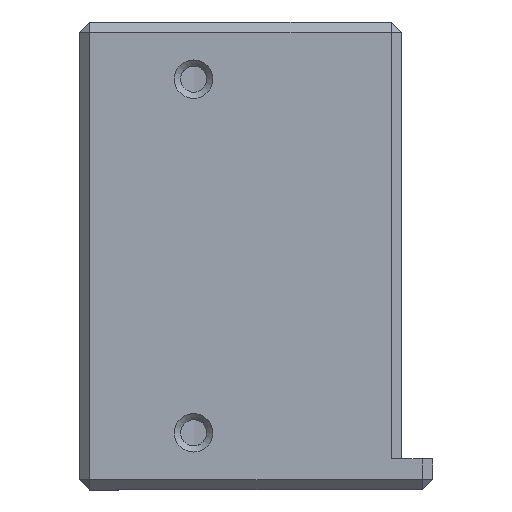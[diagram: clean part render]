
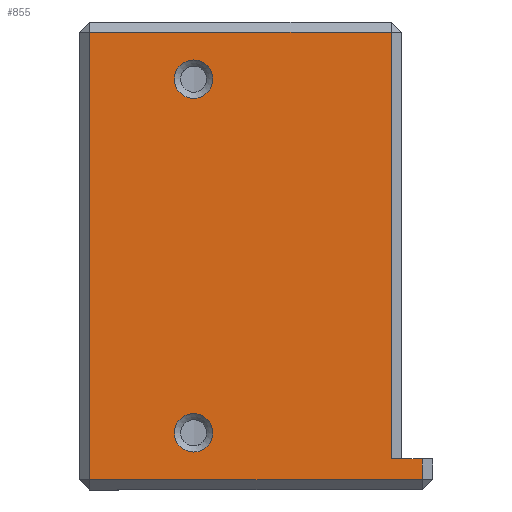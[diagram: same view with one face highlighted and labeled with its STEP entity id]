
A CAD part, left-side view. The second image highlights one B-rep face of the part: STEP entity #855.
In plain terms, the highlighted planar face has unit normal (-1, 0, 0).
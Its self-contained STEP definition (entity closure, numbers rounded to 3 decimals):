
#235 = VERTEX_POINT('',#236);
#236 = CARTESIAN_POINT('',(-45.,-19.,44.));
#244 = VERTEX_POINT('',#245);
#245 = CARTESIAN_POINT('',(-45.,10.,44.));
#251 = EDGE_CURVE('',#235,#244,#252,.T.);
#252 = LINE('',#253,#254);
#253 = CARTESIAN_POINT('',(-45.,-20.,44.));
#254 = VECTOR('',#255,1.);
#255 = DIRECTION('',(0.,1.,0.));
#855 = ADVANCED_FACE('',(#856,#867,#916),#927,.T.);
#856 = FACE_BOUND('',#857,.T.);
#857 = EDGE_LOOP('',(#858));
#858 = ORIENTED_EDGE('',*,*,#859,.F.);
#859 = EDGE_CURVE('',#860,#860,#862,.T.);
#860 = VERTEX_POINT('',#861);
#861 = CARTESIAN_POINT('',(-45.,-1.85,39.5));
#862 = CIRCLE('',#863,1.85);
#863 = AXIS2_PLACEMENT_3D('',#864,#865,#866);
#864 = CARTESIAN_POINT('',(-45.,0.,39.5));
#865 = DIRECTION('',(-1.,0.,0.));
#866 = DIRECTION('',(0.,-1.,0.));
#867 = FACE_BOUND('',#868,.T.);
#868 = EDGE_LOOP('',(#869,#879,#887,#893,#894,#902,#910));
#869 = ORIENTED_EDGE('',*,*,#870,.T.);
#870 = EDGE_CURVE('',#871,#873,#875,.T.);
#871 = VERTEX_POINT('',#872);
#872 = CARTESIAN_POINT('',(-45.,-22.,3.));
#873 = VERTEX_POINT('',#874);
#874 = CARTESIAN_POINT('',(-45.,-20.,3.));
#875 = LINE('',#876,#877);
#876 = CARTESIAN_POINT('',(-45.,-23.,3.));
#877 = VECTOR('',#878,1.);
#878 = DIRECTION('',(0.,1.,0.));
#879 = ORIENTED_EDGE('',*,*,#880,.T.);
#880 = EDGE_CURVE('',#873,#881,#883,.T.);
#881 = VERTEX_POINT('',#882);
#882 = CARTESIAN_POINT('',(-45.,-19.,3.));
#883 = LINE('',#884,#885);
#884 = CARTESIAN_POINT('',(-45.,-14.101,3.));
#885 = VECTOR('',#886,1.);
#886 = DIRECTION('',(0.,1.,0.));
#887 = ORIENTED_EDGE('',*,*,#888,.T.);
#888 = EDGE_CURVE('',#881,#235,#889,.T.);
#889 = LINE('',#890,#891);
#890 = CARTESIAN_POINT('',(-45.,-19.,3.));
#891 = VECTOR('',#892,1.);
#892 = DIRECTION('',(0.,0.,1.));
#893 = ORIENTED_EDGE('',*,*,#251,.T.);
#894 = ORIENTED_EDGE('',*,*,#895,.T.);
#895 = EDGE_CURVE('',#244,#896,#898,.T.);
#896 = VERTEX_POINT('',#897);
#897 = CARTESIAN_POINT('',(-45.,10.,1.));
#898 = LINE('',#899,#900);
#899 = CARTESIAN_POINT('',(-45.,10.,45.));
#900 = VECTOR('',#901,1.);
#901 = DIRECTION('',(-0.,0.,-1.));
#902 = ORIENTED_EDGE('',*,*,#903,.T.);
#903 = EDGE_CURVE('',#896,#904,#906,.T.);
#904 = VERTEX_POINT('',#905);
#905 = CARTESIAN_POINT('',(-45.,-22.,1.));
#906 = LINE('',#907,#908);
#907 = CARTESIAN_POINT('',(-45.,11.,1.));
#908 = VECTOR('',#909,1.);
#909 = DIRECTION('',(0.,-1.,-0.));
#910 = ORIENTED_EDGE('',*,*,#911,.T.);
#911 = EDGE_CURVE('',#904,#871,#912,.T.);
#912 = LINE('',#913,#914);
#913 = CARTESIAN_POINT('',(-45.,-22.,0.));
#914 = VECTOR('',#915,1.);
#915 = DIRECTION('',(0.,0.,1.));
#916 = FACE_BOUND('',#917,.T.);
#917 = EDGE_LOOP('',(#918));
#918 = ORIENTED_EDGE('',*,*,#919,.F.);
#919 = EDGE_CURVE('',#920,#920,#922,.T.);
#920 = VERTEX_POINT('',#921);
#921 = CARTESIAN_POINT('',(-45.,-1.85,5.5));
#922 = CIRCLE('',#923,1.85);
#923 = AXIS2_PLACEMENT_3D('',#924,#925,#926);
#924 = CARTESIAN_POINT('',(-45.,0.,5.5));
#925 = DIRECTION('',(-1.,0.,0.));
#926 = DIRECTION('',(0.,-1.,0.));
#927 = PLANE('',#928);
#928 = AXIS2_PLACEMENT_3D('',#929,#930,#931);
#929 = CARTESIAN_POINT('',(-45.,-5.203,21.703));
#930 = DIRECTION('',(-1.,0.,0.));
#931 = DIRECTION('',(0.,0.,-1.));
